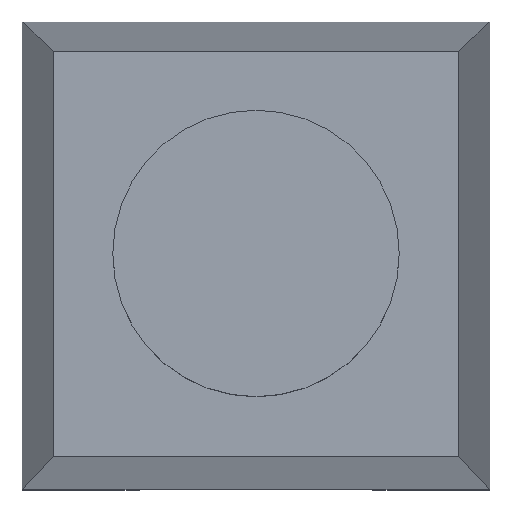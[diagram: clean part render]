
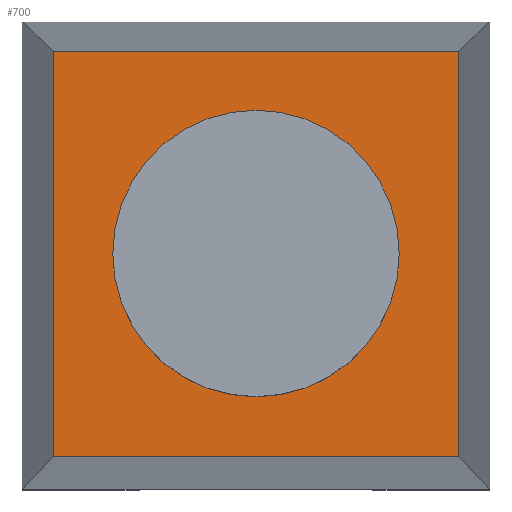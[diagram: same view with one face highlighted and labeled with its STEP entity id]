
A CAD part, top view. The second image highlights one B-rep face of the part: STEP entity #700.
In plain terms, the highlighted planar face has unit normal (0, 0, 1).
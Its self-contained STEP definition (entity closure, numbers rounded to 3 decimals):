
#44 = B_SPLINE_SURFACE_WITH_KNOTS('',1,1,(
    (#45,#46)
    ,(#47,#48
    )),.UNSPECIFIED.,.F.,.F.,.F.,(2,2),(2,2),(0.,0.096),(0.
    ,1.),.PIECEWISE_BEZIER_KNOTS.);
#45 = CARTESIAN_POINT('',(0.048,0.048,
    0.048));
#46 = CARTESIAN_POINT('',(0.042,0.042,
    0.298));
#47 = CARTESIAN_POINT('',(-0.048,0.048,
    0.048));
#48 = CARTESIAN_POINT('',(-0.042,0.042,
    0.298));
#199 = VERTEX_POINT('',#200);
#200 = CARTESIAN_POINT('',(-0.042,0.042,
    0.298));
#213 = B_SPLINE_SURFACE_WITH_KNOTS('',1,1,(
    (#214,#215)
    ,(#216,#217
    )),.UNSPECIFIED.,.F.,.F.,.F.,(2,2),(2,2),(0.,0.096),(0.
    ,1.),.PIECEWISE_BEZIER_KNOTS.);
#214 = CARTESIAN_POINT('',(-0.048,0.048,
    0.048));
#215 = CARTESIAN_POINT('',(-0.042,0.042,
    0.298));
#216 = CARTESIAN_POINT('',(-0.048,-0.048,
    0.048));
#217 = CARTESIAN_POINT('',(-0.042,-0.042,
    0.298));
#225 = EDGE_CURVE('',#226,#199,#228,.T.);
#226 = VERTEX_POINT('',#227);
#227 = CARTESIAN_POINT('',(0.042,0.042,
    0.298));
#228 = SURFACE_CURVE('',#229,(#233,#239),.PCURVE_S1.);
#229 = LINE('',#230,#231);
#230 = CARTESIAN_POINT('',(0.042,0.042,
    0.298));
#231 = VECTOR('',#232,1.);
#232 = DIRECTION('',(-1.,0.,0.));
#233 = PCURVE('',#44,#234);
#234 = DEFINITIONAL_REPRESENTATION('',(#235),#238);
#235 = B_SPLINE_CURVE_WITH_KNOTS('',1,(#236,#237),.UNSPECIFIED.,.F.,.F.,
  (2,2),(0.,0.083),.PIECEWISE_BEZIER_KNOTS.);
#236 = CARTESIAN_POINT('',(0.,1.));
#237 = CARTESIAN_POINT('',(0.096,1.));
#238 = ( GEOMETRIC_REPRESENTATION_CONTEXT(2) 
PARAMETRIC_REPRESENTATION_CONTEXT() REPRESENTATION_CONTEXT('2D SPACE',''
  ) );
#239 = PCURVE('',#240,#245);
#240 = PLANE('',#241);
#241 = AXIS2_PLACEMENT_3D('',#242,#243,#244);
#242 = CARTESIAN_POINT('',(0.042,0.042,
    0.298));
#243 = DIRECTION('',(-0.,0.,-1.));
#244 = DIRECTION('',(-0.707,-0.707,0.));
#245 = DEFINITIONAL_REPRESENTATION('',(#246),#250);
#246 = LINE('',#247,#248);
#247 = CARTESIAN_POINT('',(0.,0.));
#248 = VECTOR('',#249,1.);
#249 = DIRECTION('',(0.707,0.707));
#250 = ( GEOMETRIC_REPRESENTATION_CONTEXT(2) 
PARAMETRIC_REPRESENTATION_CONTEXT() REPRESENTATION_CONTEXT('2D SPACE',''
  ) );
#265 = B_SPLINE_SURFACE_WITH_KNOTS('',1,1,(
    (#266,#267)
    ,(#268,#269
    )),.UNSPECIFIED.,.F.,.F.,.F.,(2,2),(2,2),(0.,0.096),(0.
    ,1.),.PIECEWISE_BEZIER_KNOTS.);
#266 = CARTESIAN_POINT('',(0.048,-0.048,
    0.048));
#267 = CARTESIAN_POINT('',(0.042,-0.042,
    0.298));
#268 = CARTESIAN_POINT('',(0.048,0.048,
    0.048));
#269 = CARTESIAN_POINT('',(0.042,0.042,
    0.298));
#641 = B_SPLINE_SURFACE_WITH_KNOTS('',1,1,(
    (#642,#643)
    ,(#644,#645
    )),.UNSPECIFIED.,.F.,.F.,.F.,(2,2),(2,2),(0.,0.096),(0.
    ,1.),.PIECEWISE_BEZIER_KNOTS.);
#642 = CARTESIAN_POINT('',(-0.048,-0.048,
    0.048));
#643 = CARTESIAN_POINT('',(-0.042,-0.042,
    0.298));
#644 = CARTESIAN_POINT('',(0.048,-0.048,
    0.048));
#645 = CARTESIAN_POINT('',(0.042,-0.042,
    0.298));
#659 = VERTEX_POINT('',#660);
#660 = CARTESIAN_POINT('',(-0.042,-0.042,
    0.298));
#680 = EDGE_CURVE('',#199,#659,#681,.T.);
#681 = SURFACE_CURVE('',#682,(#686,#692),.PCURVE_S1.);
#682 = LINE('',#683,#684);
#683 = CARTESIAN_POINT('',(-0.042,0.042,
    0.298));
#684 = VECTOR('',#685,1.);
#685 = DIRECTION('',(0.,-1.,0.));
#686 = PCURVE('',#213,#687);
#687 = DEFINITIONAL_REPRESENTATION('',(#688),#691);
#688 = B_SPLINE_CURVE_WITH_KNOTS('',1,(#689,#690),.UNSPECIFIED.,.F.,.F.,
  (2,2),(0.,0.083),.PIECEWISE_BEZIER_KNOTS.);
#689 = CARTESIAN_POINT('',(0.,1.));
#690 = CARTESIAN_POINT('',(0.096,1.));
#691 = ( GEOMETRIC_REPRESENTATION_CONTEXT(2) 
PARAMETRIC_REPRESENTATION_CONTEXT() REPRESENTATION_CONTEXT('2D SPACE',''
  ) );
#692 = PCURVE('',#240,#693);
#693 = DEFINITIONAL_REPRESENTATION('',(#694),#698);
#694 = LINE('',#695,#696);
#695 = CARTESIAN_POINT('',(0.059,0.059));
#696 = VECTOR('',#697,1.);
#697 = DIRECTION('',(0.707,-0.707));
#698 = ( GEOMETRIC_REPRESENTATION_CONTEXT(2) 
PARAMETRIC_REPRESENTATION_CONTEXT() REPRESENTATION_CONTEXT('2D SPACE',''
  ) );
#700 = ADVANCED_FACE('',(#701,#747),#240,.F.);
#701 = FACE_BOUND('',#702,.F.);
#702 = EDGE_LOOP('',(#703,#704,#726,#746));
#703 = ORIENTED_EDGE('',*,*,#225,.F.);
#704 = ORIENTED_EDGE('',*,*,#705,.F.);
#705 = EDGE_CURVE('',#706,#226,#708,.T.);
#706 = VERTEX_POINT('',#707);
#707 = CARTESIAN_POINT('',(0.042,-0.042,
    0.298));
#708 = SURFACE_CURVE('',#709,(#713,#720),.PCURVE_S1.);
#709 = LINE('',#710,#711);
#710 = CARTESIAN_POINT('',(0.042,-0.042,
    0.298));
#711 = VECTOR('',#712,1.);
#712 = DIRECTION('',(0.,1.,0.));
#713 = PCURVE('',#240,#714);
#714 = DEFINITIONAL_REPRESENTATION('',(#715),#719);
#715 = LINE('',#716,#717);
#716 = CARTESIAN_POINT('',(0.059,-0.059));
#717 = VECTOR('',#718,1.);
#718 = DIRECTION('',(-0.707,0.707));
#719 = ( GEOMETRIC_REPRESENTATION_CONTEXT(2) 
PARAMETRIC_REPRESENTATION_CONTEXT() REPRESENTATION_CONTEXT('2D SPACE',''
  ) );
#720 = PCURVE('',#265,#721);
#721 = DEFINITIONAL_REPRESENTATION('',(#722),#725);
#722 = B_SPLINE_CURVE_WITH_KNOTS('',1,(#723,#724),.UNSPECIFIED.,.F.,.F.,
  (2,2),(0.,0.083),.PIECEWISE_BEZIER_KNOTS.);
#723 = CARTESIAN_POINT('',(0.,1.));
#724 = CARTESIAN_POINT('',(0.096,1.));
#725 = ( GEOMETRIC_REPRESENTATION_CONTEXT(2) 
PARAMETRIC_REPRESENTATION_CONTEXT() REPRESENTATION_CONTEXT('2D SPACE',''
  ) );
#726 = ORIENTED_EDGE('',*,*,#727,.F.);
#727 = EDGE_CURVE('',#659,#706,#728,.T.);
#728 = SURFACE_CURVE('',#729,(#733,#740),.PCURVE_S1.);
#729 = LINE('',#730,#731);
#730 = CARTESIAN_POINT('',(-0.042,-0.042,
    0.298));
#731 = VECTOR('',#732,1.);
#732 = DIRECTION('',(1.,0.,0.));
#733 = PCURVE('',#240,#734);
#734 = DEFINITIONAL_REPRESENTATION('',(#735),#739);
#735 = LINE('',#736,#737);
#736 = CARTESIAN_POINT('',(0.118,0.));
#737 = VECTOR('',#738,1.);
#738 = DIRECTION('',(-0.707,-0.707));
#739 = ( GEOMETRIC_REPRESENTATION_CONTEXT(2) 
PARAMETRIC_REPRESENTATION_CONTEXT() REPRESENTATION_CONTEXT('2D SPACE',''
  ) );
#740 = PCURVE('',#641,#741);
#741 = DEFINITIONAL_REPRESENTATION('',(#742),#745);
#742 = B_SPLINE_CURVE_WITH_KNOTS('',1,(#743,#744),.UNSPECIFIED.,.F.,.F.,
  (2,2),(0.,0.083),.PIECEWISE_BEZIER_KNOTS.);
#743 = CARTESIAN_POINT('',(0.,1.));
#744 = CARTESIAN_POINT('',(0.096,1.));
#745 = ( GEOMETRIC_REPRESENTATION_CONTEXT(2) 
PARAMETRIC_REPRESENTATION_CONTEXT() REPRESENTATION_CONTEXT('2D SPACE',''
  ) );
#746 = ORIENTED_EDGE('',*,*,#680,.F.);
#747 = FACE_BOUND('',#748,.F.);
#748 = EDGE_LOOP('',(#749));
#749 = ORIENTED_EDGE('',*,*,#750,.T.);
#750 = EDGE_CURVE('',#751,#751,#753,.T.);
#751 = VERTEX_POINT('',#752);
#752 = CARTESIAN_POINT('',(0.029,0.,0.298));
#753 = SURFACE_CURVE('',#754,(#759,#770),.PCURVE_S1.);
#754 = CIRCLE('',#755,0.029);
#755 = AXIS2_PLACEMENT_3D('',#756,#757,#758);
#756 = CARTESIAN_POINT('',(0.,0.,0.298));
#757 = DIRECTION('',(0.,0.,1.));
#758 = DIRECTION('',(1.,0.,0.));
#759 = PCURVE('',#240,#760);
#760 = DEFINITIONAL_REPRESENTATION('',(#761),#769);
#761 = ( BOUNDED_CURVE() B_SPLINE_CURVE(2,(#762,#763,#764,#765,#766,#767
,#768),.UNSPECIFIED.,.T.,.F.) B_SPLINE_CURVE_WITH_KNOTS((1,2,2,2,2,1),(
    -2.094,0.,2.094,4.189,6.283,
8.378),.UNSPECIFIED.) CURVE() GEOMETRIC_REPRESENTATION_ITEM() 
RATIONAL_B_SPLINE_CURVE((1.,0.5,1.,0.5,1.,0.5,1.)) REPRESENTATION_ITEM(
  '') );
#762 = CARTESIAN_POINT('',(0.038,-0.021));
#763 = CARTESIAN_POINT('',(0.002,0.015));
#764 = CARTESIAN_POINT('',(0.051,0.028));
#765 = CARTESIAN_POINT('',(0.101,0.042));
#766 = CARTESIAN_POINT('',(0.087,-0.008));
#767 = CARTESIAN_POINT('',(0.074,-0.057));
#768 = CARTESIAN_POINT('',(0.038,-0.021));
#769 = ( GEOMETRIC_REPRESENTATION_CONTEXT(2) 
PARAMETRIC_REPRESENTATION_CONTEXT() REPRESENTATION_CONTEXT('2D SPACE',''
  ) );
#770 = PCURVE('',#771,#776);
#771 = CYLINDRICAL_SURFACE('',#772,0.029);
#772 = AXIS2_PLACEMENT_3D('',#773,#774,#775);
#773 = CARTESIAN_POINT('',(0.,0.,0.298));
#774 = DIRECTION('',(-0.,-0.,-1.));
#775 = DIRECTION('',(1.,0.,0.));
#776 = DEFINITIONAL_REPRESENTATION('',(#777),#781);
#777 = LINE('',#778,#779);
#778 = CARTESIAN_POINT('',(-0.,0.));
#779 = VECTOR('',#780,1.);
#780 = DIRECTION('',(-1.,0.));
#781 = ( GEOMETRIC_REPRESENTATION_CONTEXT(2) 
PARAMETRIC_REPRESENTATION_CONTEXT() REPRESENTATION_CONTEXT('2D SPACE',''
  ) );
